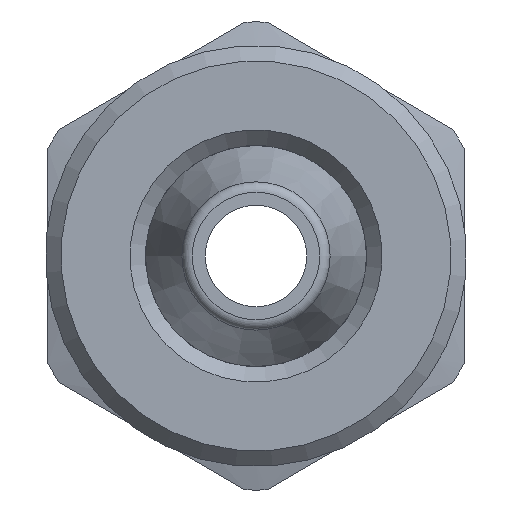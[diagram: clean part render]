
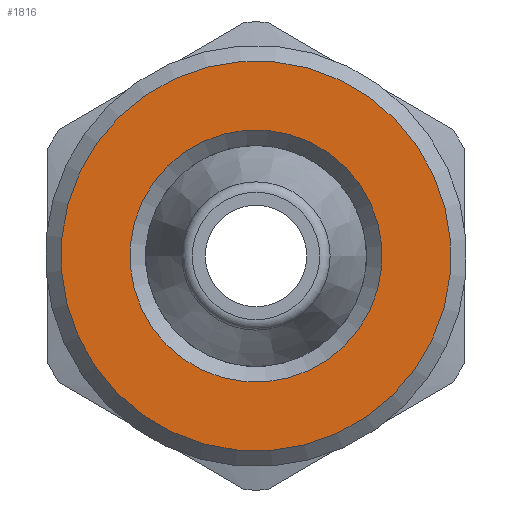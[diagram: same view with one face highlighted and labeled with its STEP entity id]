
A CAD part, left-side view. The second image highlights one B-rep face of the part: STEP entity #1816.
In plain terms, the highlighted planar face has unit normal (-1, 0, 0).
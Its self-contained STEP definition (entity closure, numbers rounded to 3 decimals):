
#1774=CARTESIAN_POINT('',(0.0,3.75,0.));
#1775=VERTEX_POINT('',#1774);
#1776=CARTESIAN_POINT('',(0.0,0.0,0.0));
#1777=DIRECTION('',(1.0,0.0,0.0));
#1778=DIRECTION('',(0.0,-1.0,0.0));
#1779=AXIS2_PLACEMENT_3D('',#1776,#1777,#1778);
#1780=CIRCLE('',#1779,3.75);
#1781=EDGE_CURVE('',#1775,#1775,#1780,.T.);
#1797=CARTESIAN_POINT('',(0.0,3.088,0.0));
#1798=DIRECTION('',(-1.0,0.0,0.0));
#1799=DIRECTION('',(0.0,0.0,1.0));
#1800=AXIS2_PLACEMENT_3D('',#1797,#1798,#1799);
#1801=PLANE('',#1800);
#1802=ORIENTED_EDGE('',*,*,#1781,.F.);
#1803=EDGE_LOOP('',(#1802));
#1804=FACE_OUTER_BOUND('',#1803,.T.);
#1805=CARTESIAN_POINT('',(0.0,2.425,0.));
#1806=VERTEX_POINT('',#1805);
#1807=CARTESIAN_POINT('',(0.0,0.0,0.0));
#1808=DIRECTION('',(-1.0,0.0,0.0));
#1809=DIRECTION('',(0.0,-1.0,0.0));
#1810=AXIS2_PLACEMENT_3D('',#1807,#1808,#1809);
#1811=CIRCLE('',#1810,2.425);
#1812=EDGE_CURVE('',#1806,#1806,#1811,.T.);
#1813=ORIENTED_EDGE('',*,*,#1812,.F.);
#1814=EDGE_LOOP('',(#1813));
#1815=FACE_BOUND('',#1814,.T.);
#1816=ADVANCED_FACE('',(#1804,#1815),#1801,.T.);
